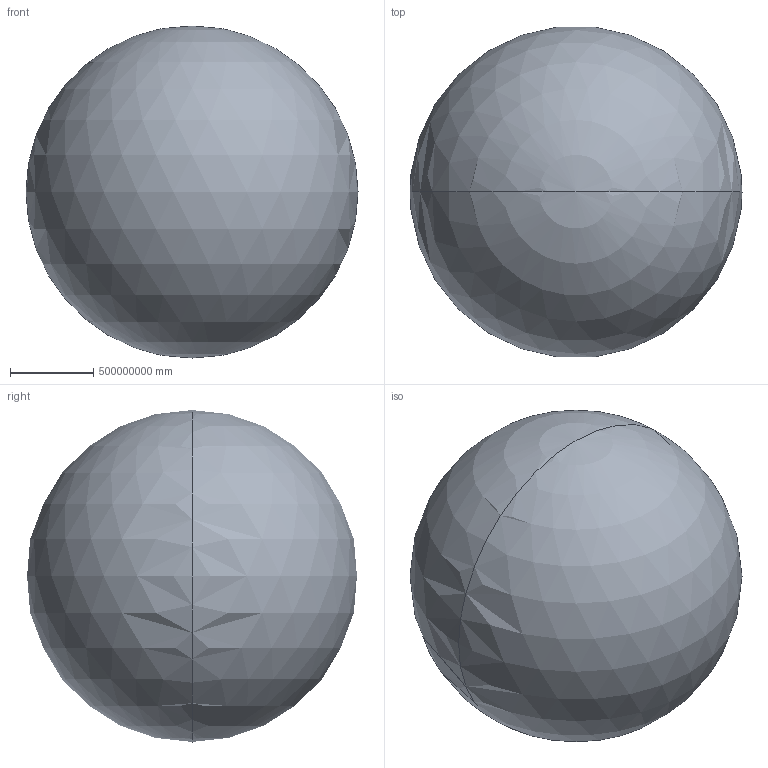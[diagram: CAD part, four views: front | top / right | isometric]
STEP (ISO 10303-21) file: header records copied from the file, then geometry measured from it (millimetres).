
FILE_DESCRIPTION(('STEP AP214'),'1');
FILE_NAME('sphere.step','2021-11-25T14:15:55',('Cubit 2021.5'),(' '),'Spatial InterOp 3D',' ',' ');
FILE_SCHEMA(('AUTOMOTIVE_DESIGN { 1 0 10303 214 1 1 1 1 }'));
Length unit declared in the file: millimetre
Products named in the file (1): 1
Bounding box: 2000000000 x 1987424419.79 x 2000000000 mm (x, y, z)
Volume: 4188790204786360012029034496 mm3
Topology: 1 solids, 1 shells, 2 faces, 6 edges, 2 vertices
Faces by surface type: sphere 2
Entity records: 59 total; most frequent: DIRECTION 10, CARTESIAN_POINT 7, AXIS2_PLACEMENT_3D 5, ORIENTED_EDGE 4, DIMENSIONAL_EXPONENTS 2, ADVANCED_FACE 2, FACE_OUTER_BOUND 2, SPHERICAL_SURFACE 2
